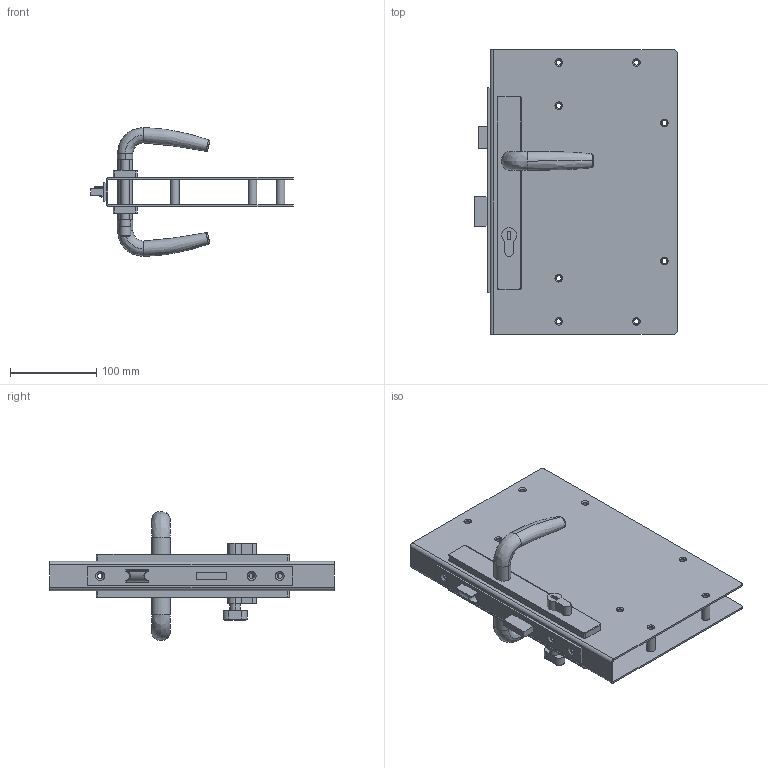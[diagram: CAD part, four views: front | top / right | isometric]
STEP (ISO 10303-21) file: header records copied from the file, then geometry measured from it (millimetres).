
FILE_DESCRIPTION (( 'STEP AP214' ), '1' );
FILE_NAME ('Äâåðíîé çàìîê.STEP', '2025-09-03T07:51:57', ( '' ), ( '' ), 'SwSTEP 2.0', 'SolidWorks 2021', '' );
FILE_SCHEMA (( 'AUTOMOTIVE_DESIGN' ));
Length unit declared in the file: millimetre
Products named in the file (7): Çàùåëêà_00; Âòóëêà ðåçüáîâàÿ_00; 扻豵鵨_00; Ðóêîÿòêà_00; Çåðêàëüíî îòðàçèòüÐóêîÿòêà_00; ч斁獥00; Äâåðíîé çàìîê
Assembly tree (13 placements, depth 2):
  Äâåðíîé çàìîê
    ч斁獥00
    Çàùåëêà_00
    扻豵鵨_00
    Ðóêîÿòêà_00
    Âòóëêà ðåçüáîâàÿ_00  x8
    Çåðêàëüíî îòðàçèòüÐóêîÿòêà_00
Bounding box: 235 x 330 x 149.57 mm (x, y, z)
Volume: 535999.5 mm3; surface area: 392399 mm2
Topology: 15 solids, 15 shells, 302 faces, 743 edges, 474 vertices
Faces by surface type: cylinder 121, plane 85, cone 72, bspline 16, torus 8
Entity records: 9081 total; most frequent: CARTESIAN_POINT 2839, DIRECTION 1297, ORIENTED_EDGE 1206, EDGE_CURVE 603, AXIS2_PLACEMENT_3D 506, VERTEX_POINT 390, EDGE_LOOP 295, VECTOR 285
